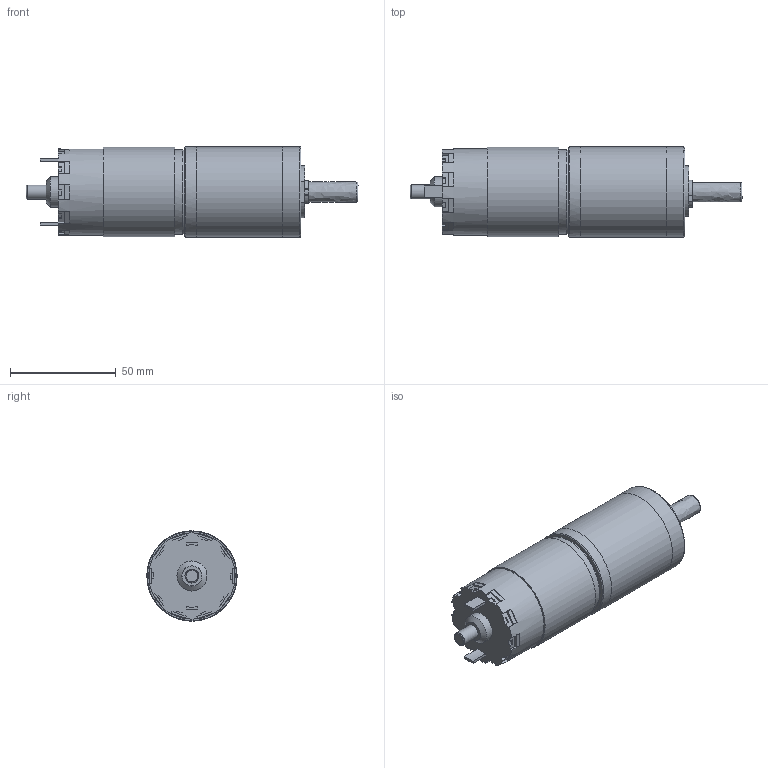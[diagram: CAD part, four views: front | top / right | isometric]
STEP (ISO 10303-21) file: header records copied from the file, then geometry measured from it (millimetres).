
FILE_DESCRIPTION(('FreeCAD Model'),'2;1');
FILE_NAME('Open CASCADE Shape Model','2025-05-03T03:54:53',('FreeCAD'),( 'FreeCAD'),'Open CASCADE STEP processor 7.6','FreeCAD','Unknown');
FILE_SCHEMA(('AUTOMOTIVE_DESIGN { 1 0 10303 214 1 1 1 1 }'));
Length unit declared in the file: millimetre
Products named in the file (1): Open CASCADE STEP translator 7.6 1
Bounding box: 156.78 x 42.59 x 42.6 mm (x, y, z)
Volume: 163849.4 mm3; surface area: 35876.8 mm2
Topology: 17 solids, 17 shells, 274 faces, 674 edges, 447 vertices
Faces by surface type: bspline 274
Entity records: 8364 total; most frequent: CARTESIAN_POINT 4241, ORIENTED_EDGE 1348, EDGE_CURVE 674, B_SPLINE_CURVE_WITH_KNOTS 520, VERTEX_POINT 447, FACE_BOUND 299, EDGE_LOOP 299, ADVANCED_FACE 274
